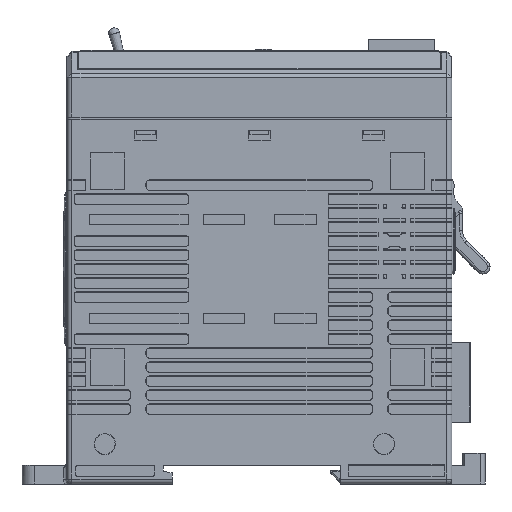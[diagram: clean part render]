
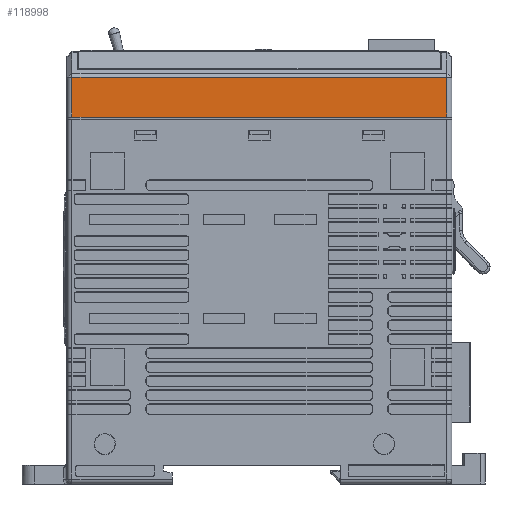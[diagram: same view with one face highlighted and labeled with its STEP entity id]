
A CAD part, left-side view. The second image highlights one B-rep face of the part: STEP entity #118998.
In plain terms, the highlighted planar face has unit normal (-1, 0, 0).
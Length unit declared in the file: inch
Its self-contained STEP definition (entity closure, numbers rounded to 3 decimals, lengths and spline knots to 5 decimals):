
#1107 = LINE ( 'NONE', #40303, #66277 ) ;
#5767 = LINE ( 'NONE', #64894, #81697 ) ;
#12455 = EDGE_CURVE ( 'NONE', #52773, #29629, #1107, .T. ) ;
#21476 = FACE_OUTER_BOUND ( 'NONE', #118711, .T. ) ;
#24739 = EDGE_CURVE ( 'NONE', #90538, #113389, #87879, .T. ) ;
#27116 = CARTESIAN_POINT ( 'NONE',  ( -1.14711, -1.39786, 3.05734 ) ) ;
#29629 = VERTEX_POINT ( 'NONE', #32791 ) ;
#32791 = CARTESIAN_POINT ( 'NONE',  ( -1.14711, 1.5549, 3.05734 ) ) ;
#33632 = CARTESIAN_POINT ( 'NONE',  ( -1.14711, 1.5549, 2.74295 ) ) ;
#40303 = CARTESIAN_POINT ( 'NONE',  ( -1.14711, -0.14784, 3.05734 ) ) ;
#40864 = VECTOR ( 'NONE', #98786, 39.37008 ) ;
#40932 = DIRECTION ( 'NONE',  ( 0., 1., 0. ) ) ;
#41404 = CARTESIAN_POINT ( 'NONE',  ( -1.14711, -0.14784, -1.04757 ) ) ;
#44970 = DIRECTION ( 'NONE',  ( 0., 0., -1. ) ) ;
#52773 = VERTEX_POINT ( 'NONE', #27116 ) ;
#55415 = ORIENTED_EDGE ( 'NONE', *, *, #60437, .T. ) ;
#60437 = EDGE_CURVE ( 'NONE', #113389, #52773, #123461, .T. ) ;
#64894 = CARTESIAN_POINT ( 'NONE',  ( -1.14711, 1.5549, -1.04757 ) ) ;
#66277 = VECTOR ( 'NONE', #40932, 39.37008 ) ;
#72429 = EDGE_CURVE ( 'NONE', #29629, #90538, #5767, .T. ) ;
#74067 = ORIENTED_EDGE ( 'NONE', *, *, #24739, .T. ) ;
#74744 = DIRECTION ( 'NONE',  ( 0., 0., 1. ) ) ;
#81697 = VECTOR ( 'NONE', #44970, 39.37008 ) ;
#84440 = ORIENTED_EDGE ( 'NONE', *, *, #72429, .T. ) ;
#87879 = LINE ( 'NONE', #117461, #40864 ) ;
#90253 = PLANE ( 'NONE',  #98580 ) ;
#90538 = VERTEX_POINT ( 'NONE', #33632 ) ;
#94481 = CARTESIAN_POINT ( 'NONE',  ( -1.14711, -1.39786, -1.04757 ) ) ;
#97264 = CARTESIAN_POINT ( 'NONE',  ( -1.14711, -1.39786, 2.74295 ) ) ;
#98580 = AXIS2_PLACEMENT_3D ( 'NONE', #41404, #103692, #74744 ) ;
#98786 = DIRECTION ( 'NONE',  ( 0., -1., 0. ) ) ;
#102426 = VECTOR ( 'NONE', #103524, 39.37008 ) ;
#103524 = DIRECTION ( 'NONE',  ( 0., 0., 1. ) ) ;
#103692 = DIRECTION ( 'NONE',  ( -1., 0., 0. ) ) ;
#113389 = VERTEX_POINT ( 'NONE', #97264 ) ;
#115714 = ORIENTED_EDGE ( 'NONE', *, *, #12455, .T. ) ;
#117461 = CARTESIAN_POINT ( 'NONE',  ( -1.14711, -0.14784, 2.74295 ) ) ;
#118711 = EDGE_LOOP ( 'NONE', ( #55415, #115714, #84440, #74067 ) ) ;
#118998 = ADVANCED_FACE ( 'NONE', ( #21476 ), #90253, .T. ) ;
#123461 = LINE ( 'NONE', #94481, #102426 ) ;
